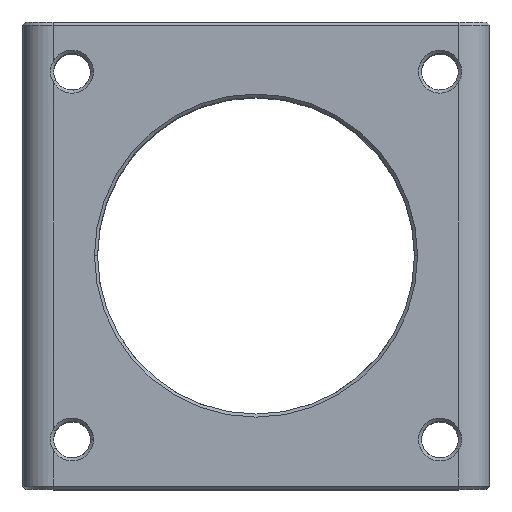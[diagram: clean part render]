
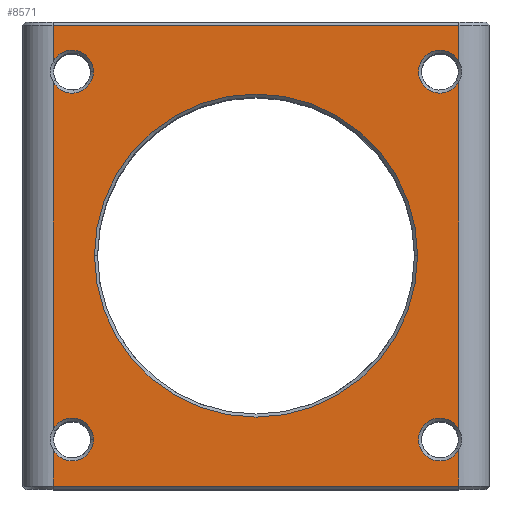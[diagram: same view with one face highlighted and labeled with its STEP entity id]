
A CAD part, top view. The second image highlights one B-rep face of the part: STEP entity #8571.
In plain terms, the highlighted planar face has unit normal (0, 0, 1).
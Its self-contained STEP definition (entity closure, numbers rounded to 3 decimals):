
#37 = ORIENTED_EDGE ( 'NONE', *, *, #2950, .T. ) ;
#110 = EDGE_CURVE ( 'NONE', #3524, #12005, #1251, .T. ) ;
#147 = EDGE_CURVE ( 'NONE', #6646, #1124, #5082, .T. ) ;
#150 = DIRECTION ( 'NONE',  ( 0., -1., 0. ) ) ;
#191 = DIRECTION ( 'NONE',  ( 1., 0., 0. ) ) ;
#232 = CIRCLE ( 'NONE', #5358, 3.5 ) ;
#264 = DIRECTION ( 'NONE',  ( 0., 1., 0. ) ) ;
#268 = CARTESIAN_POINT ( 'NONE',  ( -33.1, -37.6, 38.1 ) ) ;
#426 = ORIENTED_EDGE ( 'NONE', *, *, #2316, .T. ) ;
#466 = AXIS2_PLACEMENT_3D ( 'NONE', #4664, #5482, #10187 ) ;
#485 = DIRECTION ( 'NONE',  ( 0., 0., -1. ) ) ;
#528 = CARTESIAN_POINT ( 'NONE',  ( -30., -30., 38.1 ) ) ;
#576 = VECTOR ( 'NONE', #150, 1000. ) ;
#587 = EDGE_CURVE ( 'NONE', #8208, #6646, #10996, .T. ) ;
#878 = EDGE_CURVE ( 'NONE', #12005, #6964, #11561, .T. ) ;
#952 = EDGE_CURVE ( 'NONE', #1457, #7198, #970, .T. ) ;
#970 = CIRCLE ( 'NONE', #10356, 3.5 ) ;
#1124 = VERTEX_POINT ( 'NONE', #5727 ) ;
#1227 = EDGE_CURVE ( 'NONE', #7269, #4400, #10558, .T. ) ;
#1251 = LINE ( 'NONE', #8964, #10345 ) ;
#1457 = VERTEX_POINT ( 'NONE', #7750 ) ;
#1802 = ORIENTED_EDGE ( 'NONE', *, *, #110, .T. ) ;
#1925 = AXIS2_PLACEMENT_3D ( 'NONE', #10048, #2629, #11082 ) ;
#1971 = ORIENTED_EDGE ( 'NONE', *, *, #8265, .T. ) ;
#2078 = CIRCLE ( 'NONE', #1925, 26.345 ) ;
#2161 = CARTESIAN_POINT ( 'NONE',  ( 33.1, 38.1, 38.1 ) ) ;
#2236 = LINE ( 'NONE', #8417, #7955 ) ;
#2316 = EDGE_CURVE ( 'NONE', #4293, #7269, #3754, .T. ) ;
#2629 = DIRECTION ( 'NONE',  ( 0., 0., -1. ) ) ;
#2649 = AXIS2_PLACEMENT_3D ( 'NONE', #9650, #8652, #9527 ) ;
#2659 = ORIENTED_EDGE ( 'NONE', *, *, #6802, .T. ) ;
#2672 = DIRECTION ( 'NONE',  ( 0., 0., -1. ) ) ;
#2695 = VECTOR ( 'NONE', #11067, 1000. ) ;
#2728 = DIRECTION ( 'NONE',  ( 0., 0., -1. ) ) ;
#2898 = CIRCLE ( 'NONE', #466, 3.5 ) ;
#2950 = EDGE_CURVE ( 'NONE', #6964, #8208, #2898, .T. ) ;
#2953 = DIRECTION ( 'NONE',  ( 1., 0., 0. ) ) ;
#2959 = ORIENTED_EDGE ( 'NONE', *, *, #8194, .T. ) ;
#3136 = AXIS2_PLACEMENT_3D ( 'NONE', #6457, #8409, #191 ) ;
#3313 = CARTESIAN_POINT ( 'NONE',  ( 33.1, 38.1, 38.1 ) ) ;
#3491 = ORIENTED_EDGE ( 'NONE', *, *, #952, .T. ) ;
#3503 = DIRECTION ( 'NONE',  ( 1., 0., 0. ) ) ;
#3505 = VECTOR ( 'NONE', #264, 1000. ) ;
#3524 = VERTEX_POINT ( 'NONE', #268 ) ;
#3600 = ORIENTED_EDGE ( 'NONE', *, *, #147, .T. ) ;
#3603 = CARTESIAN_POINT ( 'NONE',  ( 33.1, -28.375, 38.1 ) ) ;
#3746 = ORIENTED_EDGE ( 'NONE', *, *, #11517, .T. ) ;
#3754 = CIRCLE ( 'NONE', #10943, 3.5 ) ;
#3758 = DIRECTION ( 'NONE',  ( 0., -1., 0. ) ) ;
#3793 = CARTESIAN_POINT ( 'NONE',  ( 26.345, 0., 38.1 ) ) ;
#3827 = DIRECTION ( 'NONE',  ( 0., 1., 0. ) ) ;
#4063 = CIRCLE ( 'NONE', #8558, 3.5 ) ;
#4071 = EDGE_CURVE ( 'NONE', #4400, #1457, #4063, .T. ) ;
#4242 = CARTESIAN_POINT ( 'NONE',  ( -33.1, -31.625, 38.1 ) ) ;
#4281 = CARTESIAN_POINT ( 'NONE',  ( -33.1, -38.1, 38.1 ) ) ;
#4293 = VERTEX_POINT ( 'NONE', #10655 ) ;
#4400 = VERTEX_POINT ( 'NONE', #8178 ) ;
#4450 = FACE_BOUND ( 'NONE', #11958, .T. ) ;
#4664 = CARTESIAN_POINT ( 'NONE',  ( 30., -30., 38.1 ) ) ;
#4683 = CARTESIAN_POINT ( 'NONE',  ( -30., -30., 38.1 ) ) ;
#4742 = EDGE_LOOP ( 'NONE', ( #4773, #37, #11378, #3600, #10682, #5254, #1971, #3746, #426, #7044, #8158, #3491, #5150, #1802 ) ) ;
#4773 = ORIENTED_EDGE ( 'NONE', *, *, #878, .T. ) ;
#5082 = CIRCLE ( 'NONE', #3136, 3.5 ) ;
#5150 = ORIENTED_EDGE ( 'NONE', *, *, #5701, .T. ) ;
#5221 = CARTESIAN_POINT ( 'NONE',  ( 33.1, -37.6, 38.1 ) ) ;
#5254 = ORIENTED_EDGE ( 'NONE', *, *, #6960, .T. ) ;
#5358 = AXIS2_PLACEMENT_3D ( 'NONE', #7380, #2672, #5505 ) ;
#5476 = AXIS2_PLACEMENT_3D ( 'NONE', #6421, #2728, #10230 ) ;
#5482 = DIRECTION ( 'NONE',  ( 0., 0., -1. ) ) ;
#5505 = DIRECTION ( 'NONE',  ( 1., 0., 0. ) ) ;
#5701 = EDGE_CURVE ( 'NONE', #7198, #3524, #8405, .T. ) ;
#5727 = CARTESIAN_POINT ( 'NONE',  ( 33.1, 31.625, 38.1 ) ) ;
#6108 = VERTEX_POINT ( 'NONE', #8835 ) ;
#6160 = CARTESIAN_POINT ( 'NONE',  ( 33.1, 28.375, 38.1 ) ) ;
#6421 = CARTESIAN_POINT ( 'NONE',  ( 0., 0., 38.1 ) ) ;
#6426 = VECTOR ( 'NONE', #3827, 1000. ) ;
#6457 = CARTESIAN_POINT ( 'NONE',  ( 30., 30., 38.1 ) ) ;
#6490 = FACE_OUTER_BOUND ( 'NONE', #4742, .T. ) ;
#6524 = CARTESIAN_POINT ( 'NONE',  ( -26.345, 0., 38.1 ) ) ;
#6593 = DIRECTION ( 'NONE',  ( 0., 0., -1. ) ) ;
#6640 = CARTESIAN_POINT ( 'NONE',  ( 33.1, -31.625, 38.1 ) ) ;
#6646 = VERTEX_POINT ( 'NONE', #6160 ) ;
#6802 = EDGE_CURVE ( 'NONE', #11369, #11678, #2078, .T. ) ;
#6944 = LINE ( 'NONE', #10659, #11637 ) ;
#6960 = EDGE_CURVE ( 'NONE', #6108, #8631, #6944, .T. ) ;
#6964 = VERTEX_POINT ( 'NONE', #6640 ) ;
#7044 = ORIENTED_EDGE ( 'NONE', *, *, #1227, .T. ) ;
#7198 = VERTEX_POINT ( 'NONE', #4242 ) ;
#7269 = VERTEX_POINT ( 'NONE', #11068 ) ;
#7343 = LINE ( 'NONE', #2161, #11167 ) ;
#7380 = CARTESIAN_POINT ( 'NONE',  ( -30., 30., 38.1 ) ) ;
#7750 = CARTESIAN_POINT ( 'NONE',  ( -26.5, -30., 38.1 ) ) ;
#7760 = CARTESIAN_POINT ( 'NONE',  ( -33.1, -38.1, 38.1 ) ) ;
#7955 = VECTOR ( 'NONE', #3758, 1000. ) ;
#8083 = CARTESIAN_POINT ( 'NONE',  ( -33.1, 31.625, 38.1 ) ) ;
#8158 = ORIENTED_EDGE ( 'NONE', *, *, #4071, .T. ) ;
#8178 = CARTESIAN_POINT ( 'NONE',  ( -33.1, -28.375, 38.1 ) ) ;
#8194 = EDGE_CURVE ( 'NONE', #11678, #11369, #11054, .T. ) ;
#8208 = VERTEX_POINT ( 'NONE', #3603 ) ;
#8265 = EDGE_CURVE ( 'NONE', #8631, #8704, #2236, .T. ) ;
#8405 = LINE ( 'NONE', #4281, #2695 ) ;
#8409 = DIRECTION ( 'NONE',  ( 0., 0., -1. ) ) ;
#8417 = CARTESIAN_POINT ( 'NONE',  ( -33.1, -38.1, 38.1 ) ) ;
#8558 = AXIS2_PLACEMENT_3D ( 'NONE', #4683, #6593, #2953 ) ;
#8570 = PLANE ( 'NONE',  #2649 ) ;
#8571 = ADVANCED_FACE ( 'NONE', ( #4450, #6490 ), #8570, .T. ) ;
#8631 = VERTEX_POINT ( 'NONE', #9487 ) ;
#8652 = DIRECTION ( 'NONE',  ( 0., 0., 1. ) ) ;
#8704 = VERTEX_POINT ( 'NONE', #8083 ) ;
#8828 = CARTESIAN_POINT ( 'NONE',  ( -30., 30., 38.1 ) ) ;
#8835 = CARTESIAN_POINT ( 'NONE',  ( 33.1, 37.6, 38.1 ) ) ;
#8847 = DIRECTION ( 'NONE',  ( -1., 0., 0. ) ) ;
#8964 = CARTESIAN_POINT ( 'NONE',  ( 33.1, -37.6, 38.1 ) ) ;
#9081 = DIRECTION ( 'NONE',  ( 1., 0., 0. ) ) ;
#9267 = CARTESIAN_POINT ( 'NONE',  ( 33.1, 38.1, 38.1 ) ) ;
#9386 = EDGE_CURVE ( 'NONE', #1124, #6108, #7343, .T. ) ;
#9487 = CARTESIAN_POINT ( 'NONE',  ( -33.1, 37.6, 38.1 ) ) ;
#9527 = DIRECTION ( 'NONE',  ( 1., 0., 0. ) ) ;
#9650 = CARTESIAN_POINT ( 'NONE',  ( 0., 0., 38.1 ) ) ;
#9785 = DIRECTION ( 'NONE',  ( 0., 0., -1. ) ) ;
#9826 = DIRECTION ( 'NONE',  ( 1., 0., 0. ) ) ;
#10048 = CARTESIAN_POINT ( 'NONE',  ( 0., 0., 38.1 ) ) ;
#10187 = DIRECTION ( 'NONE',  ( 1., 0., 0. ) ) ;
#10230 = DIRECTION ( 'NONE',  ( 1., 0., 0. ) ) ;
#10345 = VECTOR ( 'NONE', #9081, 1000. ) ;
#10356 = AXIS2_PLACEMENT_3D ( 'NONE', #528, #485, #3503 ) ;
#10558 = LINE ( 'NONE', #7760, #576 ) ;
#10577 = DIRECTION ( 'NONE',  ( 0., 1., 0. ) ) ;
#10655 = CARTESIAN_POINT ( 'NONE',  ( -26.5, 30., 38.1 ) ) ;
#10659 = CARTESIAN_POINT ( 'NONE',  ( -33.1, 37.6, 38.1 ) ) ;
#10682 = ORIENTED_EDGE ( 'NONE', *, *, #9386, .T. ) ;
#10943 = AXIS2_PLACEMENT_3D ( 'NONE', #8828, #9785, #9826 ) ;
#10996 = LINE ( 'NONE', #9267, #6426 ) ;
#11054 = CIRCLE ( 'NONE', #5476, 26.345 ) ;
#11067 = DIRECTION ( 'NONE',  ( 0., -1., 0. ) ) ;
#11068 = CARTESIAN_POINT ( 'NONE',  ( -33.1, 28.375, 38.1 ) ) ;
#11082 = DIRECTION ( 'NONE',  ( 1., 0., 0. ) ) ;
#11167 = VECTOR ( 'NONE', #10577, 1000. ) ;
#11369 = VERTEX_POINT ( 'NONE', #3793 ) ;
#11378 = ORIENTED_EDGE ( 'NONE', *, *, #587, .T. ) ;
#11517 = EDGE_CURVE ( 'NONE', #8704, #4293, #232, .T. ) ;
#11561 = LINE ( 'NONE', #3313, #3505 ) ;
#11637 = VECTOR ( 'NONE', #8847, 1000. ) ;
#11678 = VERTEX_POINT ( 'NONE', #6524 ) ;
#11958 = EDGE_LOOP ( 'NONE', ( #2659, #2959 ) ) ;
#12005 = VERTEX_POINT ( 'NONE', #5221 ) ;
